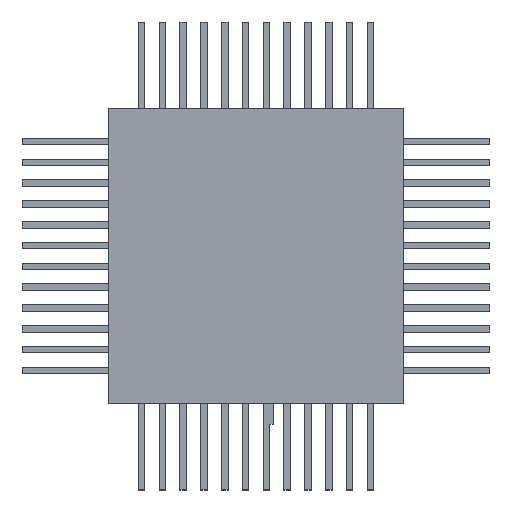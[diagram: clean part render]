
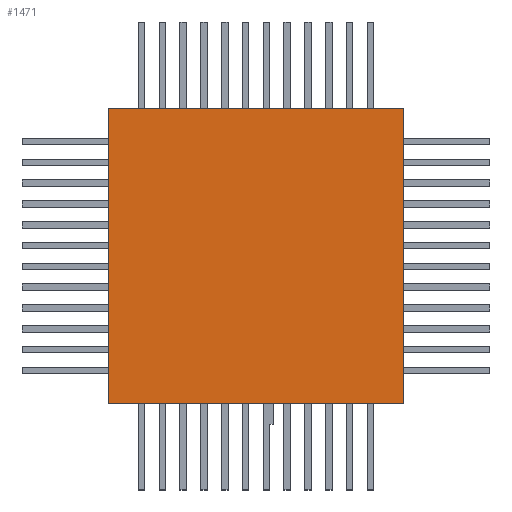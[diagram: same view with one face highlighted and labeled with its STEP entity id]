
A CAD part, top view. The second image highlights one B-rep face of the part: STEP entity #1471.
In plain terms, the highlighted planar face has unit normal (0, 0, 1).
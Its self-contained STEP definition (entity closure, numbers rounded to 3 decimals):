
#1471=ADVANCED_FACE('',(#2957),#2959,.T.);
#2957=FACE_BOUND('',#2958,.T.);
#2958=EDGE_LOOP('',(#4274,#4275,#4276,#4277));
#2959=PLANE('',#2960);
#2960=AXIS2_PLACEMENT_3D('',#2961,#2962,#2963);
#2961=CARTESIAN_POINT('',(0.,0.,3.));
#2962=DIRECTION('',(0.,0.,1.));
#2963=DIRECTION('',(1.,0.,0.));
#4274=ORIENTED_EDGE('',*,*,#4977,.T.);
#4275=ORIENTED_EDGE('',*,*,#4879,.T.);
#4276=ORIENTED_EDGE('',*,*,#4781,.T.);
#4277=ORIENTED_EDGE('',*,*,#4671,.T.);
#4671=EDGE_CURVE('',#5480,#5478,#5481,.T.);
#4781=EDGE_CURVE('',#5648,#5480,#5649,.T.);
#4879=EDGE_CURVE('',#5795,#5648,#5796,.T.);
#4977=EDGE_CURVE('',#5478,#5795,#5942,.T.);
#5478=VERTEX_POINT('',#6916);
#5480=VERTEX_POINT('',#6920);
#5481=LINE('',#6921,#6922);
#5648=VERTEX_POINT('',#7308);
#5649=LINE('',#7309,#7310);
#5795=VERTEX_POINT('',#7651);
#5796=LINE('',#7652,#7653);
#5942=LINE('',#7994,#7995);
#6916=CARTESIAN_POINT('',(14.2,0.,3.));
#6920=CARTESIAN_POINT('',(0.,0.,3.));
#6921=CARTESIAN_POINT('',(0.,0.,3.));
#6922=VECTOR('',#6923,1.);
#6923=DIRECTION('',(1.,0.,0.));
#7308=CARTESIAN_POINT('',(0.,14.2,3.));
#7309=CARTESIAN_POINT('',(0.,14.2,3.));
#7310=VECTOR('',#7311,1.);
#7311=DIRECTION('',(0.,-1.,0.));
#7651=CARTESIAN_POINT('',(14.2,14.2,3.));
#7652=CARTESIAN_POINT('',(14.2,14.2,3.));
#7653=VECTOR('',#7654,1.);
#7654=DIRECTION('',(-1.,0.,0.));
#7994=CARTESIAN_POINT('',(14.2,0.,3.));
#7995=VECTOR('',#7996,1.);
#7996=DIRECTION('',(0.,1.,0.));
